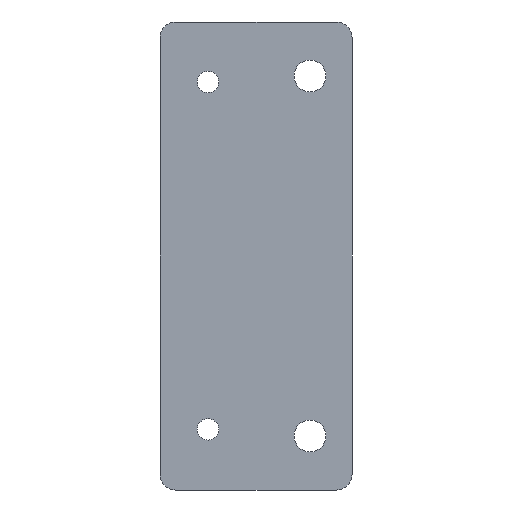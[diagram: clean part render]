
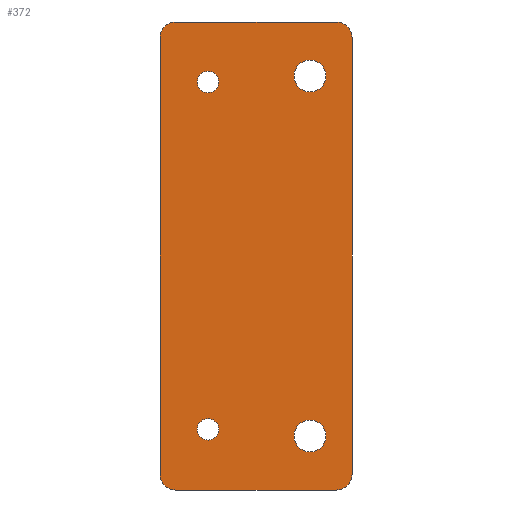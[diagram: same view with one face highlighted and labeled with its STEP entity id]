
A CAD part, front view. The second image highlights one B-rep face of the part: STEP entity #372.
In plain terms, the highlighted planar face has unit normal (0, -1, 0).
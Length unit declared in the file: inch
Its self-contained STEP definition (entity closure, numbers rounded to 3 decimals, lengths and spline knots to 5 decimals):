
#1=DIRECTION('',(0.,0.,1.));
#2=VECTOR('',#1,3.64);
#3=CARTESIAN_POINT('',(1.6,0.,-3.77));
#4=LINE('',#3,#2);
#5=DIRECTION('',(1.,0.,0.));
#6=VECTOR('',#5,1.34);
#7=CARTESIAN_POINT('',(0.13,0.,-3.9));
#8=LINE('',#7,#6);
#9=DIRECTION('',(0.,0.,-1.));
#10=VECTOR('',#9,3.64);
#11=CARTESIAN_POINT('',(0.,0.,-0.13));
#12=LINE('',#11,#10);
#13=DIRECTION('',(-1.,0.,0.));
#14=VECTOR('',#13,1.34);
#15=CARTESIAN_POINT('',(1.47,0.,0.));
#16=LINE('',#15,#14);
#17=CARTESIAN_POINT('',(0.4,0.,-3.394));
#18=DIRECTION('',(0.,1.,0.));
#19=DIRECTION('',(1.,0.,0.));
#20=AXIS2_PLACEMENT_3D('',#17,#18,#19);
#22=CARTESIAN_POINT('',(0.4,0.,-3.394));
#23=DIRECTION('',(0.,1.,0.));
#24=DIRECTION('',(-1.,0.,0.));
#25=AXIS2_PLACEMENT_3D('',#22,#23,#24);
#27=CARTESIAN_POINT('',(0.4,0.,-0.5));
#28=DIRECTION('',(0.,1.,0.));
#29=DIRECTION('',(1.,0.,0.));
#30=AXIS2_PLACEMENT_3D('',#27,#28,#29);
#32=CARTESIAN_POINT('',(0.4,0.,-0.5));
#33=DIRECTION('',(0.,1.,0.));
#34=DIRECTION('',(-1.,0.,0.));
#35=AXIS2_PLACEMENT_3D('',#32,#33,#34);
#37=CARTESIAN_POINT('',(1.25,0.,-0.45));
#38=DIRECTION('',(0.,1.,0.));
#39=DIRECTION('',(1.,0.,0.));
#40=AXIS2_PLACEMENT_3D('',#37,#38,#39);
#42=CARTESIAN_POINT('',(1.25,0.,-0.45));
#43=DIRECTION('',(0.,1.,0.));
#44=DIRECTION('',(-1.,0.,0.));
#45=AXIS2_PLACEMENT_3D('',#42,#43,#44);
#47=CARTESIAN_POINT('',(1.25,0.,-3.45));
#48=DIRECTION('',(0.,1.,0.));
#49=DIRECTION('',(1.,0.,0.));
#50=AXIS2_PLACEMENT_3D('',#47,#48,#49);
#52=CARTESIAN_POINT('',(1.25,0.,-3.45));
#53=DIRECTION('',(0.,1.,0.));
#54=DIRECTION('',(-1.,0.,0.));
#55=AXIS2_PLACEMENT_3D('',#52,#53,#54);
#61=CARTESIAN_POINT('',(1.47,0.,-0.13));
#62=DIRECTION('',(0.,-1.,0.));
#63=DIRECTION('',(1.,0.,0.));
#64=AXIS2_PLACEMENT_3D('',#61,#62,#63);
#135=CARTESIAN_POINT('',(0.13,0.,-0.13));
#136=DIRECTION('',(0.,-1.,0.));
#137=DIRECTION('',(0.,0.,1.));
#138=AXIS2_PLACEMENT_3D('',#135,#136,#137);
#153=CARTESIAN_POINT('',(0.13,0.,-3.77));
#154=DIRECTION('',(0.,-1.,0.));
#155=DIRECTION('',(-1.,0.,0.));
#156=AXIS2_PLACEMENT_3D('',#153,#154,#155);
#171=CARTESIAN_POINT('',(1.47,0.,-3.77));
#172=DIRECTION('',(0.,-1.,0.));
#173=DIRECTION('',(0.,0.,-1.));
#174=AXIS2_PLACEMENT_3D('',#171,#172,#173);
#254=CARTESIAN_POINT('',(1.6,0.,-0.13));
#256=VERTEX_POINT('',#254);
#257=CARTESIAN_POINT('',(1.47,0.,0.));
#258=VERTEX_POINT('',#257);
#262=CARTESIAN_POINT('',(1.47,0.,-3.9));
#264=VERTEX_POINT('',#262);
#265=CARTESIAN_POINT('',(1.6,0.,-3.77));
#266=VERTEX_POINT('',#265);
#270=CARTESIAN_POINT('',(0.,0.,-3.77));
#272=VERTEX_POINT('',#270);
#273=CARTESIAN_POINT('',(0.13,0.,-3.9));
#274=VERTEX_POINT('',#273);
#278=CARTESIAN_POINT('',(0.13,0.,0.));
#280=VERTEX_POINT('',#278);
#281=CARTESIAN_POINT('',(0.,0.,-0.13));
#282=VERTEX_POINT('',#281);
#301=CARTESIAN_POINT('',(0.49,0.,-0.5));
#302=CARTESIAN_POINT('',(0.31,0.,-0.5));
#303=VERTEX_POINT('',#301);
#304=VERTEX_POINT('',#302);
#305=CARTESIAN_POINT('',(0.49,0.,-3.394));
#306=CARTESIAN_POINT('',(0.31,0.,-3.394));
#307=VERTEX_POINT('',#305);
#308=VERTEX_POINT('',#306);
#309=CARTESIAN_POINT('',(1.383,0.,-0.45));
#310=CARTESIAN_POINT('',(1.117,0.,-0.45));
#311=VERTEX_POINT('',#309);
#312=VERTEX_POINT('',#310);
#313=CARTESIAN_POINT('',(1.383,0.,-3.45));
#314=CARTESIAN_POINT('',(1.117,0.,-3.45));
#315=VERTEX_POINT('',#313);
#316=VERTEX_POINT('',#314);
#325=CARTESIAN_POINT('',(0.,0.,0.));
#326=DIRECTION('',(0.,-1.,0.));
#327=DIRECTION('',(1.,0.,0.));
#328=AXIS2_PLACEMENT_3D('',#325,#326,#327);
#329=PLANE('',#328);
#331=ORIENTED_EDGE('',*,*,#330,.F.);
#333=ORIENTED_EDGE('',*,*,#332,.F.);
#335=ORIENTED_EDGE('',*,*,#334,.F.);
#337=ORIENTED_EDGE('',*,*,#336,.F.);
#339=ORIENTED_EDGE('',*,*,#338,.F.);
#341=ORIENTED_EDGE('',*,*,#340,.F.);
#343=ORIENTED_EDGE('',*,*,#342,.F.);
#345=ORIENTED_EDGE('',*,*,#344,.F.);
#346=EDGE_LOOP('',(#331,#333,#335,#337,#339,#341,#343,#345));
#347=FACE_OUTER_BOUND('',#346,.F.);
#349=ORIENTED_EDGE('',*,*,#348,.F.);
#351=ORIENTED_EDGE('',*,*,#350,.F.);
#352=EDGE_LOOP('',(#349,#351));
#353=FACE_BOUND('',#352,.F.);
#355=ORIENTED_EDGE('',*,*,#354,.F.);
#357=ORIENTED_EDGE('',*,*,#356,.F.);
#358=EDGE_LOOP('',(#355,#357));
#359=FACE_BOUND('',#358,.F.);
#361=ORIENTED_EDGE('',*,*,#360,.F.);
#363=ORIENTED_EDGE('',*,*,#362,.F.);
#364=EDGE_LOOP('',(#361,#363));
#365=FACE_BOUND('',#364,.F.);
#367=ORIENTED_EDGE('',*,*,#366,.F.);
#369=ORIENTED_EDGE('',*,*,#368,.F.);
#370=EDGE_LOOP('',(#367,#369));
#371=FACE_BOUND('',#370,.F.);
#372=ADVANCED_FACE('',(#347,#353,#359,#365,#371),#329,.T.);
#21=CIRCLE('',#20,0.09);
#26=CIRCLE('',#25,0.09);
#31=CIRCLE('',#30,0.09);
#36=CIRCLE('',#35,0.09);
#41=CIRCLE('',#40,0.133);
#46=CIRCLE('',#45,0.133);
#51=CIRCLE('',#50,0.133);
#56=CIRCLE('',#55,0.133);
#65=CIRCLE('',#64,0.13);
#139=CIRCLE('',#138,0.13);
#157=CIRCLE('',#156,0.13);
#175=CIRCLE('',#174,0.13);
#330=EDGE_CURVE('',#256,#258,#65,.T.);
#332=EDGE_CURVE('',#266,#256,#4,.T.);
#334=EDGE_CURVE('',#264,#266,#175,.T.);
#336=EDGE_CURVE('',#274,#264,#8,.T.);
#338=EDGE_CURVE('',#272,#274,#157,.T.);
#340=EDGE_CURVE('',#282,#272,#12,.T.);
#342=EDGE_CURVE('',#280,#282,#139,.T.);
#344=EDGE_CURVE('',#258,#280,#16,.T.);
#348=EDGE_CURVE('',#307,#308,#21,.T.);
#350=EDGE_CURVE('',#308,#307,#26,.T.);
#354=EDGE_CURVE('',#303,#304,#31,.T.);
#356=EDGE_CURVE('',#304,#303,#36,.T.);
#360=EDGE_CURVE('',#311,#312,#41,.T.);
#362=EDGE_CURVE('',#312,#311,#46,.T.);
#366=EDGE_CURVE('',#315,#316,#51,.T.);
#368=EDGE_CURVE('',#316,#315,#56,.T.);
